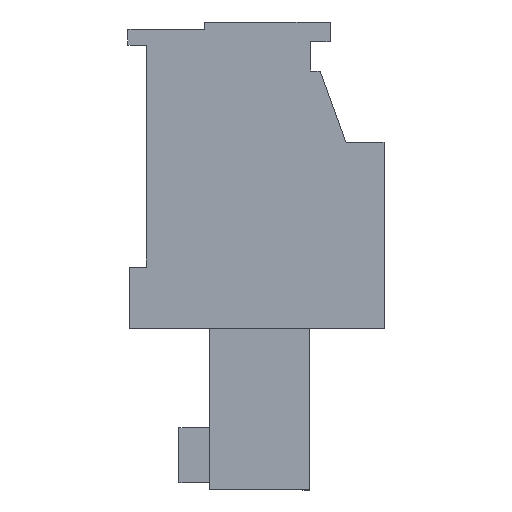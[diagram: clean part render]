
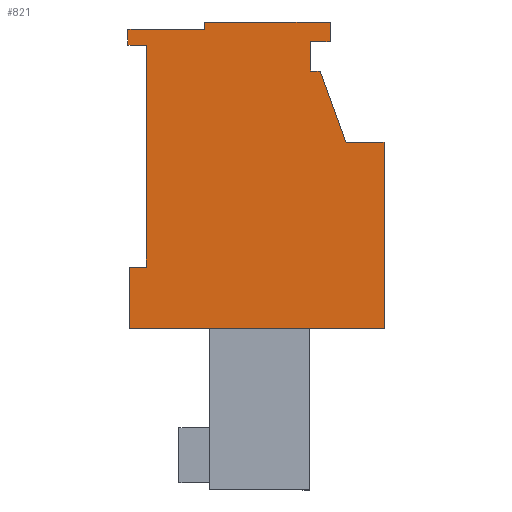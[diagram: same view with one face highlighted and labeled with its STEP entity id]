
A CAD part, left-side view. The second image highlights one B-rep face of the part: STEP entity #821.
In plain terms, the highlighted planar face has unit normal (-1, 0, 0).
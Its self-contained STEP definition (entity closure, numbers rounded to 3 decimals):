
#705=AXIS2_PLACEMENT_3D('Plane Axis2P3D',#702,#703,#704) ;
#42=CARTESIAN_POINT('Vertex',(0.,3.,18.3)) ;
#45=CARTESIAN_POINT('Line Origine',(0.,3.,17.7)) ;
#49=CARTESIAN_POINT('Vertex',(0.,3.,17.1)) ;
#76=CARTESIAN_POINT('Line Origine',(0.,2.6,18.3)) ;
#80=CARTESIAN_POINT('Vertex',(0.,2.2,18.3)) ;
#702=CARTESIAN_POINT('Axis2P3D Location',(0.,5.2,6.6)) ;
#707=CARTESIAN_POINT('Line Origine',(0.,0.,10.4)) ;
#711=CARTESIAN_POINT('Vertex',(0.,0.,14.2)) ;
#713=CARTESIAN_POINT('Vertex',(0.,0.,6.6)) ;
#716=CARTESIAN_POINT('Line Origine',(0.,0.775,14.2)) ;
#720=CARTESIAN_POINT('Vertex',(0.,1.55,14.2)) ;
#723=CARTESIAN_POINT('Line Origine',(0.,2.078,15.65)) ;
#727=CARTESIAN_POINT('Vertex',(0.,2.606,17.1)) ;
#730=CARTESIAN_POINT('Line Origine',(0.,2.803,17.1)) ;
#735=CARTESIAN_POINT('Line Origine',(0.,2.2,18.7)) ;
#739=CARTESIAN_POINT('Vertex',(0.,2.2,19.1)) ;
#742=CARTESIAN_POINT('Line Origine',(0.,4.76,19.1)) ;
#746=CARTESIAN_POINT('Vertex',(0.,7.32,19.1)) ;
#749=CARTESIAN_POINT('Line Origine',(0.,7.32,18.95)) ;
#753=CARTESIAN_POINT('Vertex',(0.,7.32,18.8)) ;
#756=CARTESIAN_POINT('Line Origine',(0.,8.885,18.8)) ;
#760=CARTESIAN_POINT('Vertex',(0.,10.45,18.8)) ;
#763=CARTESIAN_POINT('Line Origine',(0.,10.45,18.475)) ;
#767=CARTESIAN_POINT('Vertex',(0.,10.45,18.15)) ;
#770=CARTESIAN_POINT('Line Origine',(0.,10.075,18.15)) ;
#774=CARTESIAN_POINT('Vertex',(0.,9.7,18.15)) ;
#777=CARTESIAN_POINT('Line Origine',(0.,9.7,13.625)) ;
#781=CARTESIAN_POINT('Vertex',(0.,9.7,9.1)) ;
#784=CARTESIAN_POINT('Line Origine',(0.,10.05,9.1)) ;
#788=CARTESIAN_POINT('Vertex',(0.,10.4,9.1)) ;
#791=CARTESIAN_POINT('Line Origine',(0.,10.4,7.85)) ;
#795=CARTESIAN_POINT('Vertex',(0.,10.4,6.6)) ;
#798=CARTESIAN_POINT('Line Origine',(0.,5.2,6.6)) ;
#46=DIRECTION('Vector Direction',(0.,0.,1.)) ;
#77=DIRECTION('Vector Direction',(0.,1.,0.)) ;
#703=DIRECTION('Axis2P3D Direction',(-1.,0.,0.)) ;
#704=DIRECTION('Axis2P3D XDirection',(0.,-1.,0.)) ;
#708=DIRECTION('Vector Direction',(0.,0.,-1.)) ;
#717=DIRECTION('Vector Direction',(0.,1.,0.)) ;
#724=DIRECTION('Vector Direction',(0.,0.342,0.94)) ;
#731=DIRECTION('Vector Direction',(0.,1.,0.)) ;
#736=DIRECTION('Vector Direction',(0.,0.,1.)) ;
#743=DIRECTION('Vector Direction',(0.,1.,0.)) ;
#750=DIRECTION('Vector Direction',(0.,0.,1.)) ;
#757=DIRECTION('Vector Direction',(0.,1.,0.)) ;
#764=DIRECTION('Vector Direction',(0.,0.,-1.)) ;
#771=DIRECTION('Vector Direction',(0.,-1.,0.)) ;
#778=DIRECTION('Vector Direction',(0.,0.,-1.)) ;
#785=DIRECTION('Vector Direction',(0.,-1.,0.)) ;
#792=DIRECTION('Vector Direction',(0.,0.,1.)) ;
#799=DIRECTION('Vector Direction',(0.,1.,0.)) ;
#47=VECTOR('Line Direction',#46,1.) ;
#78=VECTOR('Line Direction',#77,1.) ;
#709=VECTOR('Line Direction',#708,1.) ;
#718=VECTOR('Line Direction',#717,1.) ;
#725=VECTOR('Line Direction',#724,1.) ;
#732=VECTOR('Line Direction',#731,1.) ;
#737=VECTOR('Line Direction',#736,1.) ;
#744=VECTOR('Line Direction',#743,1.) ;
#751=VECTOR('Line Direction',#750,1.) ;
#758=VECTOR('Line Direction',#757,1.) ;
#765=VECTOR('Line Direction',#764,1.) ;
#772=VECTOR('Line Direction',#771,1.) ;
#779=VECTOR('Line Direction',#778,1.) ;
#786=VECTOR('Line Direction',#785,1.) ;
#793=VECTOR('Line Direction',#792,1.) ;
#800=VECTOR('Line Direction',#799,1.) ;
#804=ORIENTED_EDGE('',*,*,#715,.F.) ;
#805=ORIENTED_EDGE('',*,*,#722,.T.) ;
#806=ORIENTED_EDGE('',*,*,#729,.T.) ;
#807=ORIENTED_EDGE('',*,*,#734,.T.) ;
#808=ORIENTED_EDGE('',*,*,#51,.T.) ;
#809=ORIENTED_EDGE('',*,*,#82,.F.) ;
#810=ORIENTED_EDGE('',*,*,#741,.T.) ;
#811=ORIENTED_EDGE('',*,*,#748,.T.) ;
#812=ORIENTED_EDGE('',*,*,#755,.F.) ;
#813=ORIENTED_EDGE('',*,*,#762,.T.) ;
#814=ORIENTED_EDGE('',*,*,#769,.T.) ;
#815=ORIENTED_EDGE('',*,*,#776,.T.) ;
#816=ORIENTED_EDGE('',*,*,#783,.T.) ;
#817=ORIENTED_EDGE('',*,*,#790,.F.) ;
#818=ORIENTED_EDGE('',*,*,#797,.F.) ;
#819=ORIENTED_EDGE('',*,*,#802,.F.) ;
#821=ADVANCED_FACE('HOUSING',(#820),#706,.T.) ;
#51=EDGE_CURVE('',#50,#43,#48,.T.) ;
#82=EDGE_CURVE('',#81,#43,#79,.T.) ;
#715=EDGE_CURVE('',#712,#714,#710,.T.) ;
#722=EDGE_CURVE('',#712,#721,#719,.T.) ;
#729=EDGE_CURVE('',#721,#728,#726,.T.) ;
#734=EDGE_CURVE('',#728,#50,#733,.T.) ;
#741=EDGE_CURVE('',#81,#740,#738,.T.) ;
#748=EDGE_CURVE('',#740,#747,#745,.T.) ;
#755=EDGE_CURVE('',#754,#747,#752,.T.) ;
#762=EDGE_CURVE('',#754,#761,#759,.T.) ;
#769=EDGE_CURVE('',#761,#768,#766,.T.) ;
#776=EDGE_CURVE('',#768,#775,#773,.T.) ;
#783=EDGE_CURVE('',#775,#782,#780,.T.) ;
#790=EDGE_CURVE('',#789,#782,#787,.T.) ;
#797=EDGE_CURVE('',#796,#789,#794,.T.) ;
#802=EDGE_CURVE('',#714,#796,#801,.T.) ;
#803=EDGE_LOOP('',(#804,#805,#806,#807,#808,#809,#810,#811,#812,#813,#814,#815,#816,#817,#818,#819)) ;
#820=FACE_OUTER_BOUND('',#803,.T.) ;
#48=LINE('Line',#45,#47) ;
#79=LINE('Line',#76,#78) ;
#710=LINE('Line',#707,#709) ;
#719=LINE('Line',#716,#718) ;
#726=LINE('Line',#723,#725) ;
#733=LINE('Line',#730,#732) ;
#738=LINE('Line',#735,#737) ;
#745=LINE('Line',#742,#744) ;
#752=LINE('Line',#749,#751) ;
#759=LINE('Line',#756,#758) ;
#766=LINE('Line',#763,#765) ;
#773=LINE('Line',#770,#772) ;
#780=LINE('Line',#777,#779) ;
#787=LINE('Line',#784,#786) ;
#794=LINE('Line',#791,#793) ;
#801=LINE('Line',#798,#800) ;
#706=PLANE('',#705) ;
#43=VERTEX_POINT('',#42) ;
#50=VERTEX_POINT('',#49) ;
#81=VERTEX_POINT('',#80) ;
#712=VERTEX_POINT('',#711) ;
#714=VERTEX_POINT('',#713) ;
#721=VERTEX_POINT('',#720) ;
#728=VERTEX_POINT('',#727) ;
#740=VERTEX_POINT('',#739) ;
#747=VERTEX_POINT('',#746) ;
#754=VERTEX_POINT('',#753) ;
#761=VERTEX_POINT('',#760) ;
#768=VERTEX_POINT('',#767) ;
#775=VERTEX_POINT('',#774) ;
#782=VERTEX_POINT('',#781) ;
#789=VERTEX_POINT('',#788) ;
#796=VERTEX_POINT('',#795) ;
